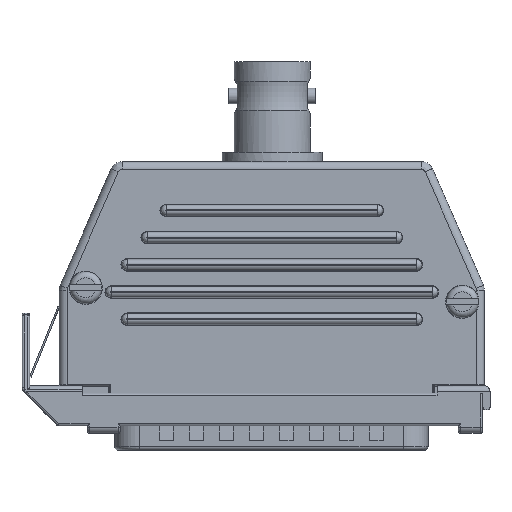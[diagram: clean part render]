
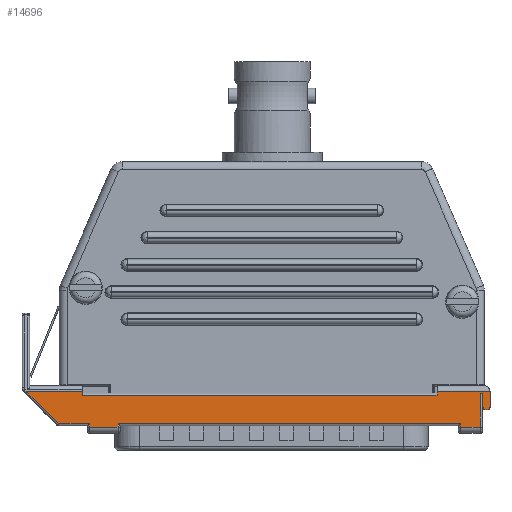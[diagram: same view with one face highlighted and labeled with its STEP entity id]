
A CAD part, top view. The second image highlights one B-rep face of the part: STEP entity #14696.
In plain terms, the highlighted planar face has unit normal (0, 0, 1).
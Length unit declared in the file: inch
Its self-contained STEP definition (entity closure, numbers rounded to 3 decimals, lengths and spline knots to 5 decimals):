
#486=ELLIPSE('',#15889,0.09317,0.01);
#776=PLANE('',#15887);
#1225=FACE_OUTER_BOUND('',#2239,.T.);
#2239=EDGE_LOOP('',(#10277,#10278,#10279,#10280,#10281,#10282,#10283,#10284,
#10285,#10286,#10287,#10288,#10289,#10290,#10291,#10292,#10293,#10294,#10295,
#10296,#10297));
#3228=CIRCLE('',#15885,0.01);
#3230=CIRCLE('',#15888,0.01);
#4262=LINE('',#23472,#5251);
#4275=LINE('',#23510,#5264);
#4288=LINE('',#23570,#5277);
#4299=LINE('',#23598,#5288);
#4300=LINE('',#23600,#5289);
#4301=LINE('',#23602,#5290);
#4302=LINE('',#23604,#5291);
#4303=LINE('',#23606,#5292);
#4304=LINE('',#23610,#5293);
#4305=LINE('',#23612,#5294);
#4306=LINE('',#23614,#5295);
#4307=LINE('',#23616,#5296);
#4308=LINE('',#23618,#5297);
#4309=LINE('',#23620,#5298);
#4310=LINE('',#23622,#5299);
#4311=LINE('',#23624,#5300);
#4312=LINE('',#23626,#5301);
#4313=LINE('',#23627,#5302);
#5251=VECTOR('',#18516,0.3937);
#5264=VECTOR('',#18549,0.3937);
#5277=VECTOR('',#18600,0.3937);
#5288=VECTOR('',#18627,0.3937);
#5289=VECTOR('',#18630,0.3937);
#5290=VECTOR('',#18631,0.3937);
#5291=VECTOR('',#18632,0.3937);
#5292=VECTOR('',#18633,0.3937);
#5293=VECTOR('',#18636,0.3937);
#5294=VECTOR('',#18637,0.3937);
#5295=VECTOR('',#18638,0.3937);
#5296=VECTOR('',#18639,0.3937);
#5297=VECTOR('',#18640,0.3937);
#5298=VECTOR('',#18641,0.3937);
#5299=VECTOR('',#18642,0.3937);
#5300=VECTOR('',#18643,0.3937);
#5301=VECTOR('',#18644,0.3937);
#5302=VECTOR('',#18645,0.3937);
#6317=VERTEX_POINT('',#23469);
#6318=VERTEX_POINT('',#23471);
#6332=VERTEX_POINT('',#23507);
#6333=VERTEX_POINT('',#23509);
#6348=VERTEX_POINT('',#23567);
#6349=VERTEX_POINT('',#23569);
#6356=VERTEX_POINT('',#23591);
#6358=VERTEX_POINT('',#23597);
#6359=VERTEX_POINT('',#23601);
#6360=VERTEX_POINT('',#23603);
#6361=VERTEX_POINT('',#23605);
#6362=VERTEX_POINT('',#23607);
#6363=VERTEX_POINT('',#23609);
#6364=VERTEX_POINT('',#23611);
#6365=VERTEX_POINT('',#23613);
#6366=VERTEX_POINT('',#23615);
#6367=VERTEX_POINT('',#23617);
#6368=VERTEX_POINT('',#23619);
#6369=VERTEX_POINT('',#23621);
#6370=VERTEX_POINT('',#23623);
#6371=VERTEX_POINT('',#23625);
#7735=EDGE_CURVE('',#6318,#6317,#4262,.T.);
#7755=EDGE_CURVE('',#6333,#6332,#4275,.T.);
#7781=EDGE_CURVE('',#6348,#6349,#4288,.T.);
#7793=EDGE_CURVE('',#6356,#6317,#3228,.T.);
#7796=EDGE_CURVE('',#6356,#6358,#4299,.T.);
#7797=EDGE_CURVE('',#6349,#6358,#3230,.T.);
#7798=EDGE_CURVE('',#6333,#6348,#4300,.T.);
#7799=EDGE_CURVE('',#6359,#6332,#4301,.T.);
#7800=EDGE_CURVE('',#6359,#6360,#4302,.T.);
#7801=EDGE_CURVE('',#6361,#6360,#4303,.T.);
#7802=EDGE_CURVE('',#6362,#6361,#486,.T.);
#7803=EDGE_CURVE('',#6363,#6362,#4304,.T.);
#7804=EDGE_CURVE('',#6364,#6363,#4305,.T.);
#7805=EDGE_CURVE('',#6365,#6364,#4306,.T.);
#7806=EDGE_CURVE('',#6366,#6365,#4307,.T.);
#7807=EDGE_CURVE('',#6367,#6366,#4308,.T.);
#7808=EDGE_CURVE('',#6368,#6367,#4309,.T.);
#7809=EDGE_CURVE('',#6369,#6368,#4310,.T.);
#7810=EDGE_CURVE('',#6370,#6369,#4311,.T.);
#7811=EDGE_CURVE('',#6371,#6370,#4312,.T.);
#7812=EDGE_CURVE('',#6371,#6318,#4313,.T.);
#10277=ORIENTED_EDGE('',*,*,#7793,.F.);
#10278=ORIENTED_EDGE('',*,*,#7796,.T.);
#10279=ORIENTED_EDGE('',*,*,#7797,.F.);
#10280=ORIENTED_EDGE('',*,*,#7781,.F.);
#10281=ORIENTED_EDGE('',*,*,#7798,.F.);
#10282=ORIENTED_EDGE('',*,*,#7755,.T.);
#10283=ORIENTED_EDGE('',*,*,#7799,.F.);
#10284=ORIENTED_EDGE('',*,*,#7800,.T.);
#10285=ORIENTED_EDGE('',*,*,#7801,.F.);
#10286=ORIENTED_EDGE('',*,*,#7802,.F.);
#10287=ORIENTED_EDGE('',*,*,#7803,.F.);
#10288=ORIENTED_EDGE('',*,*,#7804,.F.);
#10289=ORIENTED_EDGE('',*,*,#7805,.F.);
#10290=ORIENTED_EDGE('',*,*,#7806,.F.);
#10291=ORIENTED_EDGE('',*,*,#7807,.F.);
#10292=ORIENTED_EDGE('',*,*,#7808,.F.);
#10293=ORIENTED_EDGE('',*,*,#7809,.F.);
#10294=ORIENTED_EDGE('',*,*,#7810,.F.);
#10295=ORIENTED_EDGE('',*,*,#7811,.F.);
#10296=ORIENTED_EDGE('',*,*,#7812,.T.);
#10297=ORIENTED_EDGE('',*,*,#7735,.T.);
#14696=ADVANCED_FACE('',(#1225),#776,.T.);
#15885=AXIS2_PLACEMENT_3D('',#23592,#18620,#18621);
#15887=AXIS2_PLACEMENT_3D('',#23596,#18625,#18626);
#15888=AXIS2_PLACEMENT_3D('',#23599,#18628,#18629);
#15889=AXIS2_PLACEMENT_3D('',#23608,#18634,#18635);
#18516=DIRECTION('',(0.,-1.,0.));
#18549=DIRECTION('',(0.,-1.,0.));
#18600=DIRECTION('',(0.,-1.,0.));
#18620=DIRECTION('center_axis',(0.,0.,
-1.));
#18621=DIRECTION('ref_axis',(-0.707,-0.707,0.));
#18625=DIRECTION('center_axis',(0.,0.,
1.));
#18626=DIRECTION('ref_axis',(1.,0.,0.));
#18627=DIRECTION('',(1.,0.,0.));
#18628=DIRECTION('center_axis',(0.,0.,
-1.));
#18629=DIRECTION('ref_axis',(0.707,-0.707,0.));
#18630=DIRECTION('',(1.,0.,0.));
#18631=DIRECTION('',(1.,0.,0.));
#18632=DIRECTION('',(0.,1.,0.));
#18633=DIRECTION('',(1.,0.,0.));
#18634=DIRECTION('center_axis',(0.,0.,
-1.));
#18635=DIRECTION('ref_axis',(-0.707,0.707,0.));
#18636=DIRECTION('',(-0.707,0.707,0.));
#18637=DIRECTION('',(-1.,0.,0.));
#18638=DIRECTION('',(0.,1.,0.));
#18639=DIRECTION('',(-1.,0.,0.));
#18640=DIRECTION('',(0.,-1.,0.));
#18641=DIRECTION('',(-1.,0.,0.));
#18642=DIRECTION('',(0.,1.,0.));
#18643=DIRECTION('',(-1.,0.,0.));
#18644=DIRECTION('',(0.,-1.,0.));
#18645=DIRECTION('',(1.,0.,0.));
#23469=CARTESIAN_POINT('',(1.05411,0.21375,0.3075));
#23471=CARTESIAN_POINT('',(1.05411,0.2845,0.3075));
#23472=CARTESIAN_POINT('',(1.05411,0.33475,0.3075));
#23507=CARTESIAN_POINT('',(0.82411,0.2745,0.3075));
#23509=CARTESIAN_POINT('',(0.82411,0.2925,0.3075));
#23510=CARTESIAN_POINT('',(0.82411,0.35375,0.3075));
#23567=CARTESIAN_POINT('',(1.08911,0.2925,0.3075));
#23569=CARTESIAN_POINT('',(1.08911,0.21375,0.3075));
#23570=CARTESIAN_POINT('',(1.08911,0.685,0.3075));
#23591=CARTESIAN_POINT('',(1.06411,0.20375,0.3075));
#23592=CARTESIAN_POINT('Origin',(1.06411,0.21375,0.3075));
#23596=CARTESIAN_POINT('Origin',(-0.08089,0.385,0.3075));
#23597=CARTESIAN_POINT('',(1.07911,0.20375,0.3075));
#23598=CARTESIAN_POINT('',(0.48511,0.20375,0.3075));
#23599=CARTESIAN_POINT('Origin',(1.07911,0.21375,0.3075));
#23600=CARTESIAN_POINT('',(-0.07139,0.2925,0.3075));
#23601=CARTESIAN_POINT('',(-0.94939,0.2745,0.3075));
#23602=CARTESIAN_POINT('',(-0.07177,0.2745,0.3075));
#23603=CARTESIAN_POINT('',(-0.94939,0.292,0.3075));
#23604=CARTESIAN_POINT('',(-0.94939,0.35375,0.3075));
#23605=CARTESIAN_POINT('',(-1.22524,0.292,0.3075));
#23606=CARTESIAN_POINT('',(-0.08089,0.292,0.3075));
#23607=CARTESIAN_POINT('',(-1.22637,0.29162,0.3075));
#23608=CARTESIAN_POINT('Origin',(-1.16049,0.22574,0.3075));
#23609=CARTESIAN_POINT('',(-1.06775,0.133,0.3075));
#23610=CARTESIAN_POINT('',(-0.92732,-0.00743,0.3075));
#23611=CARTESIAN_POINT('',(-0.91289,0.133,0.3075));
#23612=CARTESIAN_POINT('',(-0.66589,0.133,0.3075));
#23613=CARTESIAN_POINT('',(-0.91289,0.115,0.3075));
#23614=CARTESIAN_POINT('',(-0.91289,0.254,0.3075));
#23615=CARTESIAN_POINT('',(-0.77089,0.115,0.3075));
#23616=CARTESIAN_POINT('',(0.50411,0.115,0.3075));
#23617=CARTESIAN_POINT('',(-0.77089,0.133,0.3075));
#23618=CARTESIAN_POINT('',(-0.77089,0.235,0.3075));
#23619=CARTESIAN_POINT('',(0.94111,0.133,0.3075));
#23620=CARTESIAN_POINT('',(-0.42089,0.133,0.3075));
#23621=CARTESIAN_POINT('',(0.94111,0.115,0.3075));
#23622=CARTESIAN_POINT('',(0.94111,0.254,0.3075));
#23623=CARTESIAN_POINT('',(1.04111,0.115,0.3075));
#23624=CARTESIAN_POINT('',(0.50411,0.115,0.3075));
#23625=CARTESIAN_POINT('',(1.04111,0.2845,0.3075));
#23626=CARTESIAN_POINT('',(1.04111,0.235,0.3075));
#23627=CARTESIAN_POINT('',(0.48511,0.2845,0.3075));
